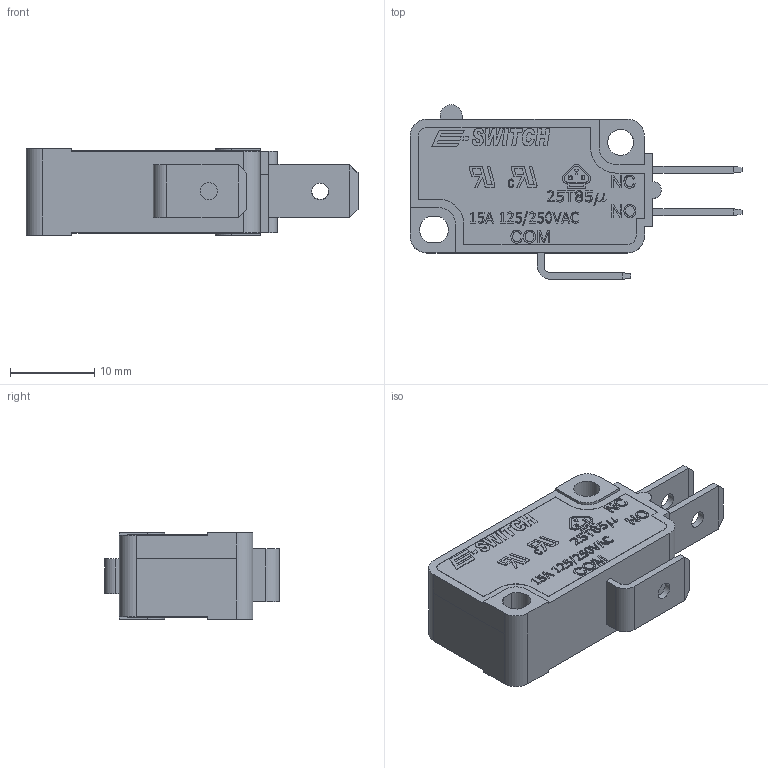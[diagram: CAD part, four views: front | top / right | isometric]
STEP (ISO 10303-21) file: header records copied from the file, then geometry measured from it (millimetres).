
FILE_DESCRIPTION((' '),'2;1');
FILE_NAME('LS085xx00FxxxC2A.stp','2017-07-19T15:38:45',(' '),(' '),' ','ACIS',' ');
FILE_SCHEMA(('CONFIG_CONTROL_DESIGN'));
Length unit declared in the file: inch
Products named in the file (1): LS085xx00FxxxC2A.stp
Bounding box: 39.5 x 20.8 x 10.3 mm (x, y, z)
Volume: 4390.7 mm3; surface area: 2582 mm2
Topology: 1 solids, 1 shells, 750 faces, 2056 edges, 1366 vertices
Faces by surface type: plane 498, bspline 204, cylinder 48
Full cylindrical faces by diameter (mm): 2 x3, 3.1 x1
Entity records: 24794 total; most frequent: CARTESIAN_POINT 6912, ORIENTED_EDGE 4108, DIRECTION 2839, EDGE_CURVE 2057, VECTOR 1553, LINE 1553, VERTEX_POINT 1368, EDGE_LOOP 822
